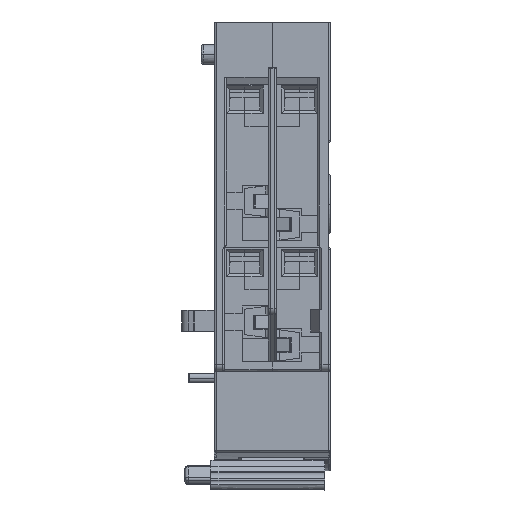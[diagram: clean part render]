
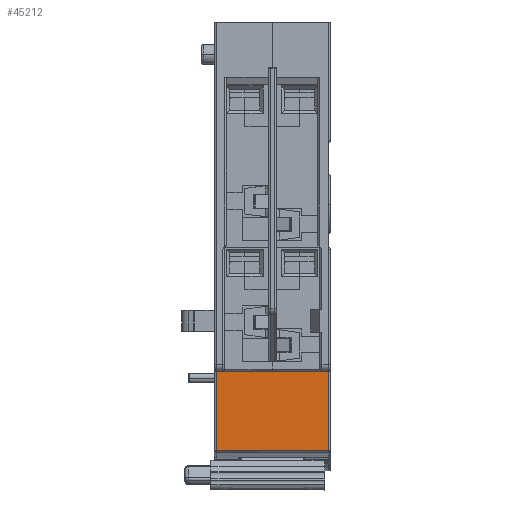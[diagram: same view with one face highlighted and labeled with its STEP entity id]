
A CAD part, left-side view. The second image highlights one B-rep face of the part: STEP entity #45212.
In plain terms, the highlighted planar face has unit normal (1, 0, 0).
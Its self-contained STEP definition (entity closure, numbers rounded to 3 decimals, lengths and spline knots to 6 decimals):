
#8879=DIRECTION('',(0.,1.,0.));
#8880=VECTOR('',#8879,0.0086);
#8881=CARTESIAN_POINT('',(-0.0225,0.0089,-0.004));
#8882=LINE('',#8881,#8880);
#8883=DIRECTION('',(0.,1.,0.));
#8884=VECTOR('',#8883,0.0086);
#8885=CARTESIAN_POINT('',(-0.0225,0.0003,-0.004));
#8886=LINE('',#8885,#8884);
#10394=DIRECTION('',(0.,0.,-1.));
#10395=VECTOR('',#10394,0.012116);
#10396=CARTESIAN_POINT('',(-0.0225,0.0003,-0.004));
#10397=LINE('',#10396,#10395);
#10420=CARTESIAN_POINT('',(-0.0225,0.0003,-0.016116));
#10433=DIRECTION('',(0.,1.,0.));
#10434=VECTOR('',#10433,0.0172);
#10435=CARTESIAN_POINT('',(-0.0225,0.0003,-0.016116));
#10436=LINE('',#10435,#10434);
#10479=DIRECTION('',(0.,0.,1.));
#10480=VECTOR('',#10479,0.012116);
#10481=CARTESIAN_POINT('',(-0.0225,0.0175,-0.016116));
#10482=LINE('',#10481,#10480);
#23003=CARTESIAN_POINT('',(-0.0225,0.0089,-0.004));
#23004=VERTEX_POINT('',#23003);
#25027=CARTESIAN_POINT('',(-0.0225,0.0175,-0.004));
#25028=VERTEX_POINT('',#25027);
#27949=CARTESIAN_POINT('',(-0.0225,0.0175,-0.016116));
#27951=VERTEX_POINT('',#27949);
#27954=VERTEX_POINT('',#10420);
#27963=CARTESIAN_POINT('',(-0.0225,0.0003,-0.004));
#27964=VERTEX_POINT('',#27963);
#45196=CARTESIAN_POINT('',(-0.0225,0.0089,-0.010058));
#45197=DIRECTION('',(1.,0.,0.));
#45198=DIRECTION('',(0.,0.,-1.));
#45199=AXIS2_PLACEMENT_3D('',#45196,#45197,#45198);
#45200=PLANE('',#45199);
#45202=ORIENTED_EDGE('',*,*,#45201,.T.);
#45204=ORIENTED_EDGE('',*,*,#45203,.F.);
#45206=ORIENTED_EDGE('',*,*,#45205,.F.);
#45208=ORIENTED_EDGE('',*,*,#45207,.F.);
#45209=ORIENTED_EDGE('',*,*,#45180,.T.);
#45210=EDGE_LOOP('',(#45202,#45204,#45206,#45208,#45209));
#45211=FACE_OUTER_BOUND('',#45210,.F.);
#45212=ADVANCED_FACE('',(#45211),#45200,.T.);
#45180=EDGE_CURVE('',#27964,#23004,#8886,.T.);
#45201=EDGE_CURVE('',#23004,#25028,#8882,.T.);
#45203=EDGE_CURVE('',#27951,#25028,#10482,.T.);
#45205=EDGE_CURVE('',#27954,#27951,#10436,.T.);
#45207=EDGE_CURVE('',#27964,#27954,#10397,.T.);
